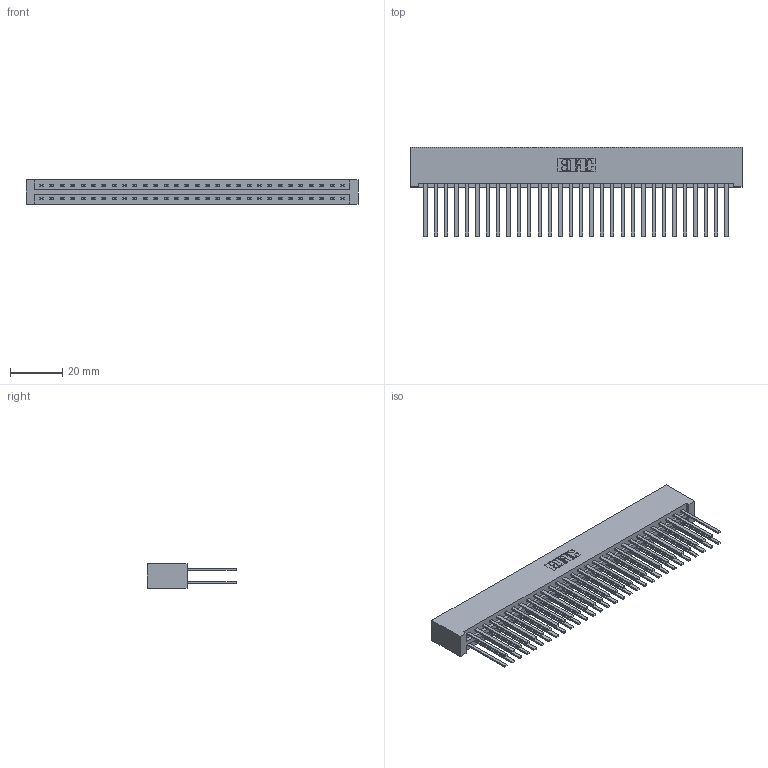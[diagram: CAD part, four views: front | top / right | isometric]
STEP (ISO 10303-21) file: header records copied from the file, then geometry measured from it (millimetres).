
FILE_DESCRIPTION (( 'STEP AP203' ), '1' );
FILE_NAME ('387-060-544-201.STEP', '2018-09-21T03:37:09', ( '' ), ( '' ), 'SwSTEP 2.0', 'SolidWorks 2016', '' );
FILE_SCHEMA (( 'CONFIG_CONTROL_DESIGN' ));
Length unit declared in the file: inch
Products named in the file (3): 387-060-544-201; 337 Part_No Mounting Lugs; 345-292-001_345-293-144
Assembly tree (61 placements, depth 2):
  387-060-544-201
    337 Part_No Mounting Lugs
    345-292-001_345-293-144  x60
Bounding box: 126.75 x 34.3 x 9.4 mm (x, y, z)
Volume: 14799.6 mm3; surface area: 19418.1 mm2
Topology: 61 solids, 61 shells, 2986 faces, 8867 edges, 5830 vertices
Faces by surface type: plane 2106, cylinder 880
Entity records: 24351 total; most frequent: CARTESIAN_POINT 4110, ORIENTED_EDGE 4046, DIRECTION 3507, EDGE_CURVE 2023, VECTOR 1907, LINE 1907, VERTEX_POINT 1346, AXIS2_PLACEMENT_3D 800
